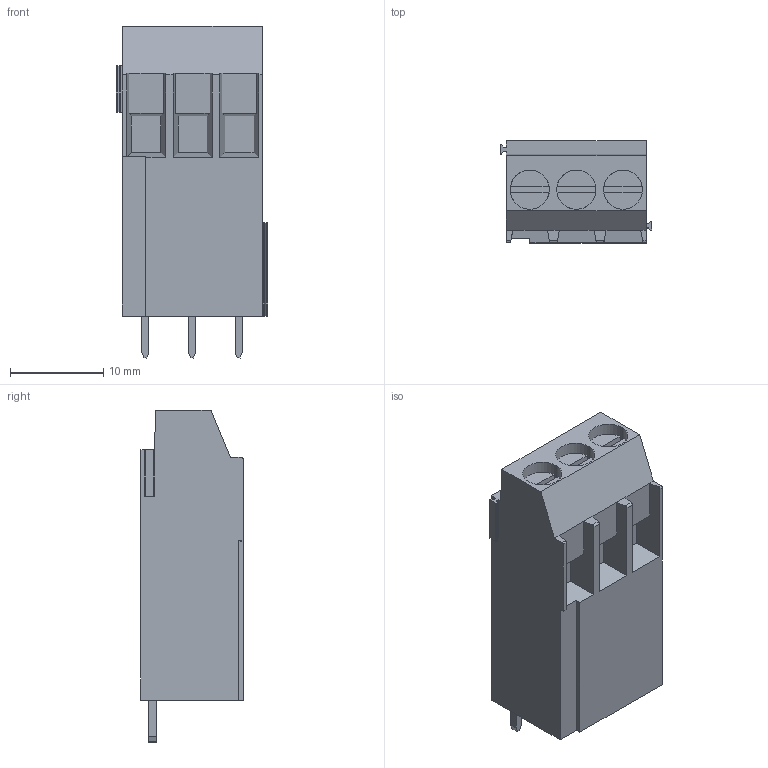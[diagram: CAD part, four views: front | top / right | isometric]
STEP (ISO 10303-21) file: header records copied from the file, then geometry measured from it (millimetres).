
FILE_DESCRIPTION(('CATIA V5 STEP Exchange','CAx-IF Rec.Pracs.--- Model Styling and Organization---1.4--- 2014-01-23'),'2;1');
FILE_NAME ('1156964-1_0_2697870000_2697870000.stp','2021-07-06T08:49:19+00:00',('none'),('Weidmueller'),'CATIA Version 5-6 Release 2016 SP3 HF44','CATIA V5 STEP AP214','none');
FILE_SCHEMA(('AUTOMOTIVE_DESIGN { 1 0 10303 214 1 1 1 1 }'));
Length unit declared in the file: millimetre
Products named in the file (1): 2697870000
Bounding box: 16.28 x 10.94 x 35.6 mm (x, y, z)
Volume: 4538 mm3; surface area: 2359.3 mm2
Topology: 7 solids, 7 shells, 124 faces, 315 edges, 208 vertices
Faces by surface type: plane 96, cylinder 28
Entity records: 3743 total; most frequent: CARTESIAN_POINT 698, ORIENTED_EDGE 630, DIRECTION 516, EDGE_CURVE 315, VECTOR 247, LINE 247, VERTEX_POINT 208, AXIS2_PLACEMENT_3D 165
